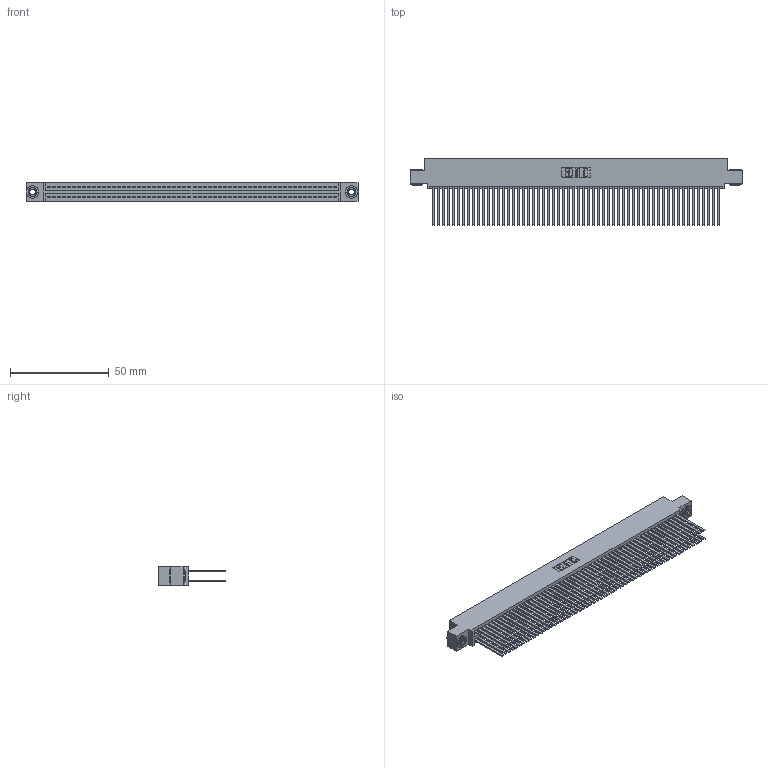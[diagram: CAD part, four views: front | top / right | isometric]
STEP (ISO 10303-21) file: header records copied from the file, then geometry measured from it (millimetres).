
FILE_DESCRIPTION (( 'STEP AP203' ), '1' );
FILE_NAME ('395-116-544-503.STEP', '2019-10-27T21:39:24', ( '' ), ( '' ), 'SwSTEP 2.0', 'SolidWorks 2016', '' );
FILE_SCHEMA (( 'CONFIG_CONTROL_DESIGN' ));
Length unit declared in the file: inch
Products named in the file (4): 345-250-002_345-250-002-102; 395-116-544-503; 345 Part_0.110 Offset - 0.156 Dia-TH; 345-292-001_345-293-144
Assembly tree (119 placements, depth 2):
  395-116-544-503
    345 Part_0.110 Offset - 0.156 Dia-TH
    345-292-001_345-293-144  x116
    345-250-002_345-250-002-102  x2
Bounding box: 168.53 x 33.96 x 9.4 mm (x, y, z)
Volume: 18091.7 mm3; surface area: 32116.2 mm2
Topology: 119 solids, 119 shells, 5272 faces, 15625 edges, 10258 vertices
Faces by surface type: plane 3458, cylinder 1806, cone 8
Entity records: 43952 total; most frequent: CARTESIAN_POINT 7327, ORIENTED_EDGE 7254, DIRECTION 6469, EDGE_CURVE 3627, VECTOR 3243, LINE 3243, VERTEX_POINT 2414, AXIS2_PLACEMENT_3D 1613
